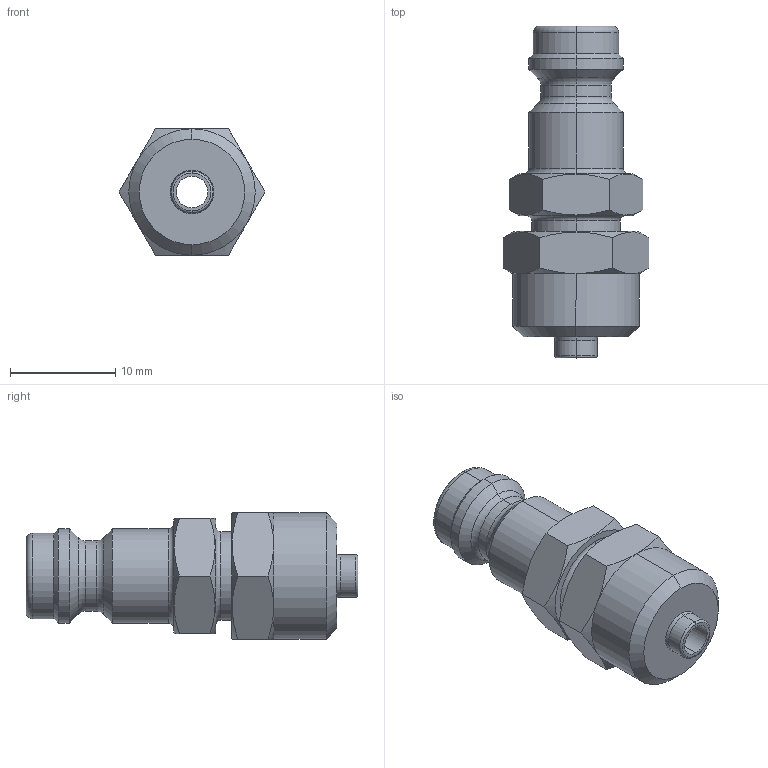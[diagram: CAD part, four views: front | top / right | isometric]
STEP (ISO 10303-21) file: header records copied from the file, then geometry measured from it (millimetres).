
FILE_DESCRIPTION (( 'STEP AP203' ), '1' );
FILE_NAME ('07211330.STEP', '2011-07-14T06:13:24', ( 'SP' ), ( 'sopra-pneumatic' ), 'SwSTEP 2.0', 'SolidWorks 2011', '' );
FILE_SCHEMA (( 'CONFIG_CONTROL_DESIGN' ));
Length unit declared in the file: millimetre
Products named in the file (1): 07211330
Bounding box: 13.86 x 31.5 x 12 mm (x, y, z)
Volume: 2011.3 mm3; surface area: 1654.8 mm2
Topology: 1 solids, 1 shells, 75 faces, 164 edges, 96 vertices
Faces by surface type: cone 26, plane 19, cylinder 18, torus 12
Entity records: 2273 total; most frequent: CARTESIAN_POINT 564, DIRECTION 358, ORIENTED_EDGE 328, EDGE_CURVE 164, AXIS2_PLACEMENT_3D 154, VERTEX_POINT 96, EDGE_LOOP 82, CIRCLE 78
